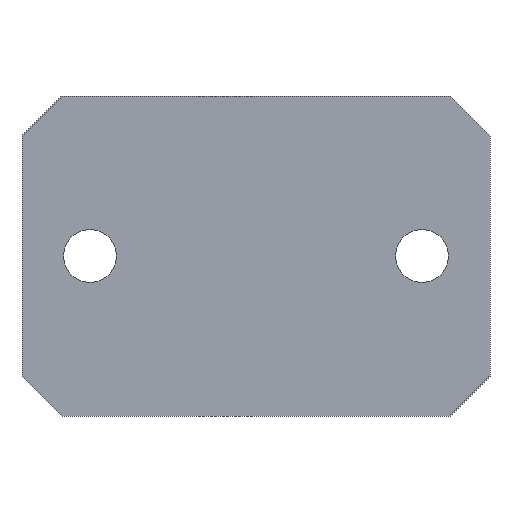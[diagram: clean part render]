
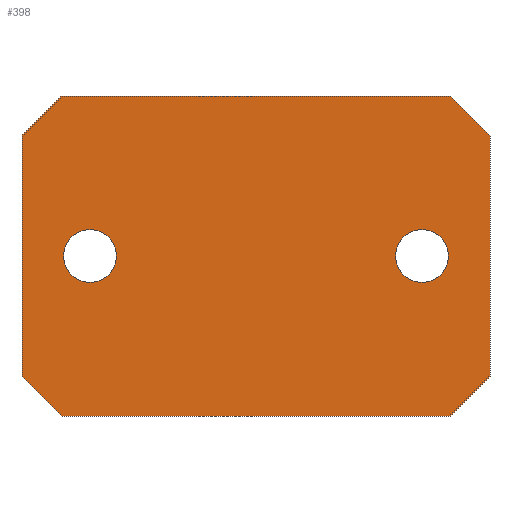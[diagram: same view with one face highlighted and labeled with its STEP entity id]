
A CAD part, front view. The second image highlights one B-rep face of the part: STEP entity #398.
In plain terms, the highlighted planar face has unit normal (0, -1, 0).
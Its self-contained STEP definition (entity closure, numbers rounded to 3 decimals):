
#19=FACE_BOUND('',#61,.T.);
#20=FACE_BOUND('',#62,.T.);
#22=CIRCLE('',#429,3.3);
#24=CIRCLE('',#436,3.3);
#38=FACE_OUTER_BOUND('',#60,.T.);
#60=EDGE_LOOP('',(#317,#318,#319,#320,#321,#322,#323,#324));
#61=EDGE_LOOP('',(#325));
#62=EDGE_LOOP('',(#326));
#76=LINE('',#562,#126);
#80=LINE('',#570,#130);
#87=LINE('',#586,#137);
#95=LINE('',#604,#145);
#101=LINE('',#615,#151);
#106=LINE('',#628,#156);
#108=LINE('',#631,#158);
#109=LINE('',#632,#159);
#126=VECTOR('',#458,10.);
#130=VECTOR('',#464,10.);
#137=VECTOR('',#477,10.);
#145=VECTOR('',#495,10.);
#151=VECTOR('',#503,10.);
#156=VECTOR('',#514,10.);
#158=VECTOR('',#518,10.);
#159=VECTOR('',#519,10.);
#175=VERTEX_POINT('',#560);
#176=VERTEX_POINT('',#561);
#179=VERTEX_POINT('',#569);
#185=VERTEX_POINT('',#585);
#188=VERTEX_POINT('',#598);
#189=VERTEX_POINT('',#602);
#190=VERTEX_POINT('',#603);
#194=VERTEX_POINT('',#613);
#199=VERTEX_POINT('',#627);
#200=VERTEX_POINT('',#633);
#212=EDGE_CURVE('',#175,#176,#76,.T.);
#216=EDGE_CURVE('',#175,#179,#80,.T.);
#224=EDGE_CURVE('',#185,#179,#87,.T.);
#232=EDGE_CURVE('',#188,#188,#22,.T.);
#233=EDGE_CURVE('',#189,#190,#95,.T.);
#239=EDGE_CURVE('',#189,#194,#101,.T.);
#245=EDGE_CURVE('',#199,#194,#106,.T.);
#247=EDGE_CURVE('',#199,#185,#108,.T.);
#248=EDGE_CURVE('',#176,#190,#109,.T.);
#249=EDGE_CURVE('',#200,#200,#24,.T.);
#317=ORIENTED_EDGE('',*,*,#233,.F.);
#318=ORIENTED_EDGE('',*,*,#239,.T.);
#319=ORIENTED_EDGE('',*,*,#245,.F.);
#320=ORIENTED_EDGE('',*,*,#247,.T.);
#321=ORIENTED_EDGE('',*,*,#224,.T.);
#322=ORIENTED_EDGE('',*,*,#216,.F.);
#323=ORIENTED_EDGE('',*,*,#212,.T.);
#324=ORIENTED_EDGE('',*,*,#248,.T.);
#325=ORIENTED_EDGE('',*,*,#232,.F.);
#326=ORIENTED_EDGE('',*,*,#249,.T.);
#379=PLANE('',#435);
#398=ADVANCED_FACE('',(#38,#19,#20),#379,.F.);
#429=AXIS2_PLACEMENT_3D('',#600,#491,#492);
#435=AXIS2_PLACEMENT_3D('',#630,#516,#517);
#436=AXIS2_PLACEMENT_3D('',#634,#520,#521);
#458=DIRECTION('',(0.707,0.,-0.707));
#464=DIRECTION('',(0.,0.,1.));
#477=DIRECTION('',(-0.707,0.,-0.707));
#491=DIRECTION('center_axis',(0.,-1.,0.));
#492=DIRECTION('ref_axis',(1.,0.,0.));
#495=DIRECTION('',(-0.707,0.,-0.707));
#503=DIRECTION('',(0.,0.,1.));
#514=DIRECTION('',(0.707,0.,-0.707));
#516=DIRECTION('center_axis',(0.,1.,0.));
#517=DIRECTION('ref_axis',(0.,0.,1.));
#518=DIRECTION('',(-1.,0.,0.));
#519=DIRECTION('',(1.,0.,0.));
#520=DIRECTION('center_axis',(0.,1.,0.));
#521=DIRECTION('ref_axis',(-1.,0.,0.));
#560=CARTESIAN_POINT('',(-63.5,0.,5.));
#561=CARTESIAN_POINT('',(-58.5,0.,0.));
#562=CARTESIAN_POINT('',(-62.563,0.,4.063));
#569=CARTESIAN_POINT('',(-63.5,0.,35.));
#570=CARTESIAN_POINT('',(-63.5,0.,20.));
#585=CARTESIAN_POINT('',(-58.5,0.,40.));
#586=CARTESIAN_POINT('',(-62.563,0.,35.938));
#598=CARTESIAN_POINT('',(-58.3,0.,20.));
#600=CARTESIAN_POINT('Origin',(-55.,0.,20.));
#602=CARTESIAN_POINT('',(-5.,0.,5.));
#603=CARTESIAN_POINT('',(-10.,0.,0.));
#604=CARTESIAN_POINT('',(-5.938,0.,4.063));
#613=CARTESIAN_POINT('',(-5.,0.,35.));
#615=CARTESIAN_POINT('',(-5.,0.,20.));
#627=CARTESIAN_POINT('',(-10.,0.,40.));
#628=CARTESIAN_POINT('',(-5.938,0.,35.938));
#630=CARTESIAN_POINT('Origin',(-18.75,0.,20.));
#631=CARTESIAN_POINT('',(-18.75,0.,40.));
#632=CARTESIAN_POINT('',(-18.75,0.,0.));
#633=CARTESIAN_POINT('',(-10.2,0.,20.));
#634=CARTESIAN_POINT('Origin',(-13.5,0.,20.));
